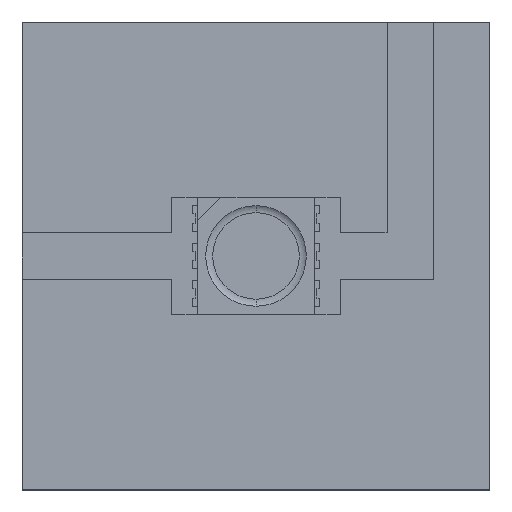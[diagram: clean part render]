
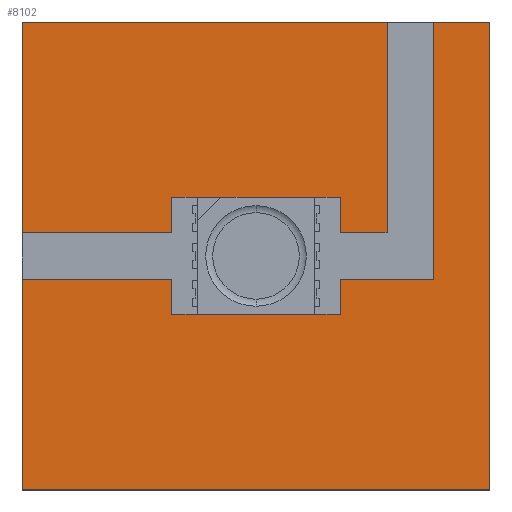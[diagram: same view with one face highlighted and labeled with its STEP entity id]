
A CAD part, top view. The second image highlights one B-rep face of the part: STEP entity #8102.
In plain terms, the highlighted planar face has unit normal (0, 0, 1).
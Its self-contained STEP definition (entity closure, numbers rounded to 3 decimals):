
#7987=DIRECTION('',(1.,0.,0.));
#7988=VECTOR('',#7987,20.);
#7989=CARTESIAN_POINT('',(-10.,-10.,-0.035));
#7990=LINE('',#7989,#7988);
#7994=DIRECTION('',(0.,-1.,0.));
#7995=VECTOR('',#7994,20.);
#7996=CARTESIAN_POINT('',(-10.,10.,-0.035));
#7997=LINE('',#7996,#7995);
#8001=DIRECTION('',(-1.,0.,0.));
#8002=VECTOR('',#8001,20.);
#8003=CARTESIAN_POINT('',(10.,10.,-0.035));
#8004=LINE('',#8003,#8002);
#8008=DIRECTION('',(0.,1.,0.));
#8009=VECTOR('',#8008,20.);
#8010=CARTESIAN_POINT('',(10.,-10.,-0.035));
#8011=LINE('',#8010,#8009);
#8071=CARTESIAN_POINT('',(-10.,-10.,-0.035));
#8072=CARTESIAN_POINT('',(10.,-10.,-0.035));
#8073=VERTEX_POINT('',#8071);
#8074=VERTEX_POINT('',#8072);
#8075=CARTESIAN_POINT('',(10.,10.,-0.035));
#8076=VERTEX_POINT('',#8075);
#8077=CARTESIAN_POINT('',(-10.,10.,-0.035));
#8078=VERTEX_POINT('',#8077);
#8087=CARTESIAN_POINT('',(0.,0.,-0.035));
#8088=DIRECTION('',(0.,0.,1.));
#8089=DIRECTION('',(0.,1.,0.));
#8090=AXIS2_PLACEMENT_3D('',#8087,#8088,#8089);
#8091=PLANE('',#8090);
#8093=ORIENTED_EDGE('',*,*,#8092,.F.);
#8095=ORIENTED_EDGE('',*,*,#8094,.F.);
#8097=ORIENTED_EDGE('',*,*,#8096,.F.);
#8099=ORIENTED_EDGE('',*,*,#8098,.F.);
#8100=EDGE_LOOP('',(#8093,#8095,#8097,#8099));
#8101=FACE_OUTER_BOUND('',#8100,.F.);
#8102=ADVANCED_FACE('',(#8101),#8091,.T.);
#8092=EDGE_CURVE('',#8073,#8074,#7990,.T.);
#8094=EDGE_CURVE('',#8078,#8073,#7997,.T.);
#8096=EDGE_CURVE('',#8076,#8078,#8004,.T.);
#8098=EDGE_CURVE('',#8074,#8076,#8011,.T.);
